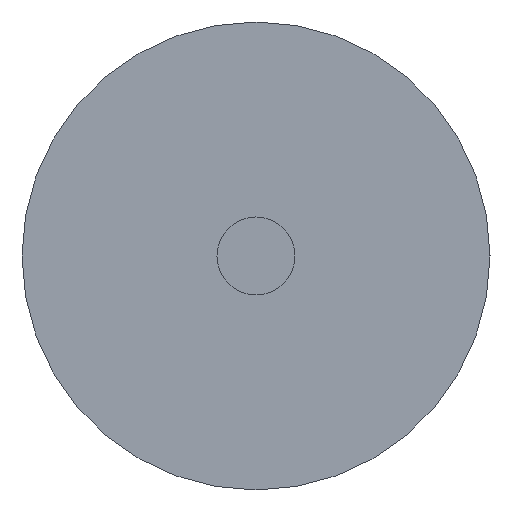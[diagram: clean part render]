
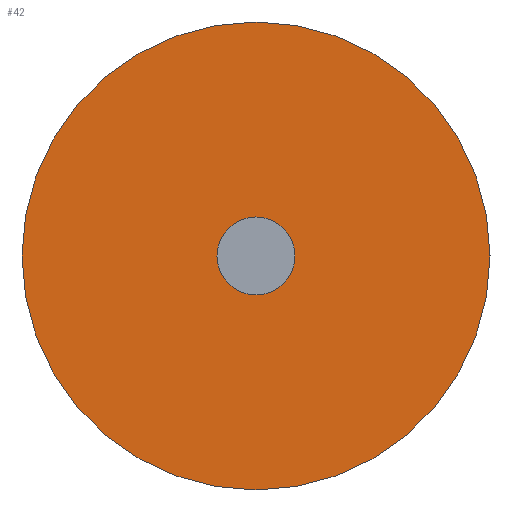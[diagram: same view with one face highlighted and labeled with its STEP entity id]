
A CAD part, left-side view. The second image highlights one B-rep face of the part: STEP entity #42.
In plain terms, the highlighted planar face has unit normal (-1, 0, 0).
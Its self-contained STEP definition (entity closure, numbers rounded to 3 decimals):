
#37=PLANE('',#109);
#42=ADVANCED_FACE('',(#54,#55),#37,.F.);
#54=FACE_BOUND('',#64,.T.);
#55=FACE_BOUND('',#65,.T.);
#64=EDGE_LOOP('',(#76));
#65=EDGE_LOOP('',(#77));
#76=ORIENTED_EDGE('',*,*,#93,.F.);
#77=ORIENTED_EDGE('',*,*,#91,.F.);
#85=VERTEX_POINT('',#148);
#87=VERTEX_POINT('',#154);
#91=EDGE_CURVE('',#85,#85,#97,.T.);
#93=EDGE_CURVE('',#87,#87,#99,.T.);
#97=CIRCLE('',#104,1.5);
#99=CIRCLE('',#108,0.25);
#104=AXIS2_PLACEMENT_3D('',#147,#120,#121);
#108=AXIS2_PLACEMENT_3D('',#153,#128,#129);
#109=AXIS2_PLACEMENT_3D('',#155,#130,#131);
#120=DIRECTION('',(1.,0.,0.));
#121=DIRECTION('',(0.,1.,0.));
#128=DIRECTION('',(-1.,0.,0.));
#129=DIRECTION('',(0.,0.,1.));
#130=DIRECTION('',(1.,0.,0.));
#131=DIRECTION('',(0.,0.,-1.));
#147=CARTESIAN_POINT('',(0.,0.,0.));
#148=CARTESIAN_POINT('',(0.,1.5,0.));
#153=CARTESIAN_POINT('',(0.,0.,0.));
#154=CARTESIAN_POINT('',(0.,0.,0.25));
#155=CARTESIAN_POINT('',(0.,0.,0.));
